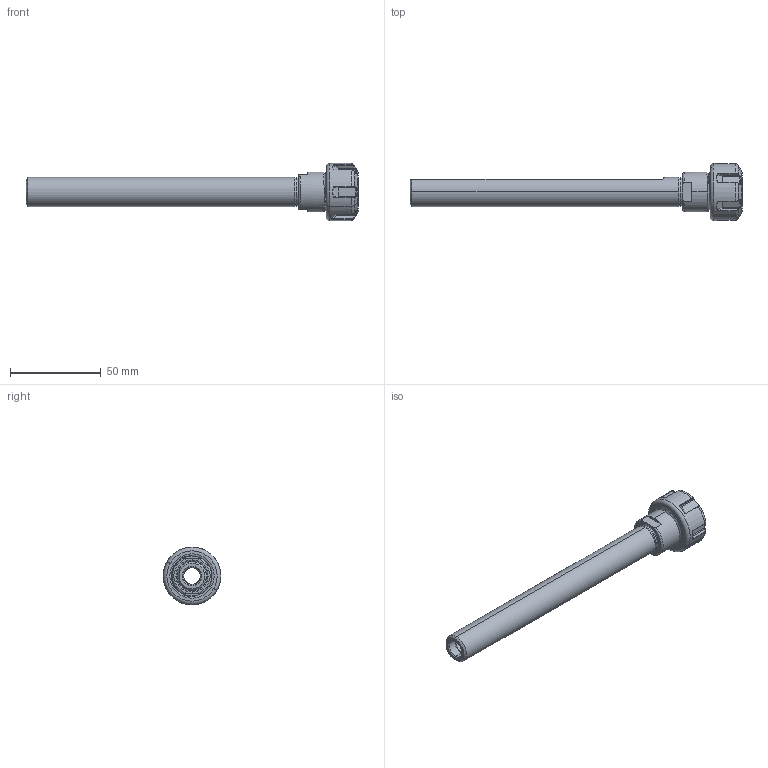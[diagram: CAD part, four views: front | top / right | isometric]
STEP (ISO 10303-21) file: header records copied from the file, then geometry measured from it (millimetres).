
FILE_DESCRIPTION (( 'STEP AP203' ), '1' );
FILE_NAME ('120.02.04.10.STEP', '2016-11-28T09:49:33', ( '' ), ( '' ), 'SwSTEP 2.0', 'SolidWorks 2012', '' );
FILE_SCHEMA (( 'CONFIG_CONTROL_DESIGN' ));
Length unit declared in the file: millimetre
Products named in the file (3): 120.02.04.10; 2-01.100.0160180C7_ER16螺帽(六溝)
Assembly tree (2 placements, depth 2):
  120.02.04.10
    120.02.04.10
    2-01.100.0160180C7_ER16螺帽(六溝)
Bounding box: 182.68 x 31.7 x 31.7 mm (x, y, z)
Volume: 31616.5 mm3; surface area: 20721.2 mm2
Topology: 2 solids, 2 shells, 297 faces, 742 edges, 452 vertices
Faces by surface type: cylinder 120, bspline 68, plane 53, torus 38, cone 18
Entity records: 22934 total; most frequent: CARTESIAN_POINT 16656, ORIENTED_EDGE 1484, DIRECTION 931, EDGE_CURVE 742, VERTEX_POINT 452, AXIS2_PLACEMENT_3D 363, EDGE_LOOP 304, FACE_OUTER_BOUND 297
